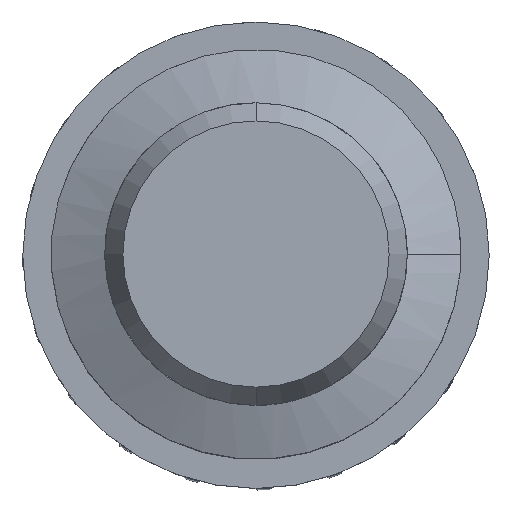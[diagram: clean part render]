
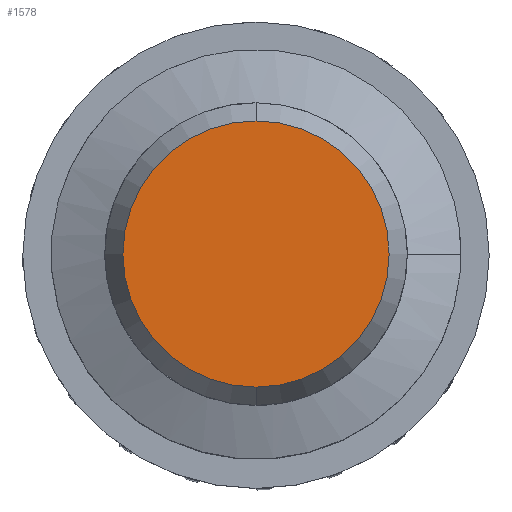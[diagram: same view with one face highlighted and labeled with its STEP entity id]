
A CAD part, top view. The second image highlights one B-rep face of the part: STEP entity #1578.
In plain terms, the highlighted planar face has unit normal (0, 0, 1).
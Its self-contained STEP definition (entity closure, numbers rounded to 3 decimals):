
#6 = CARTESIAN_POINT ( 'NONE',  ( 0., 2.111, 0. ) ) ;
#91 = EDGE_CURVE ( 'NONE', #2549, #714, #2213, .T. ) ;
#267 = EDGE_LOOP ( 'NONE', ( #922, #1583 ) ) ;
#517 = CARTESIAN_POINT ( 'NONE',  ( 0., 0., 0. ) ) ;
#714 = VERTEX_POINT ( 'NONE', #2325 ) ;
#791 = AXIS2_PLACEMENT_3D ( 'NONE', #2031, #2192, #1812 ) ;
#922 = ORIENTED_EDGE ( 'NONE', *, *, #91, .T. ) ;
#992 = EDGE_CURVE ( 'NONE', #714, #2549, #993, .T. ) ;
#993 = CIRCLE ( 'NONE', #1714, 2.111 ) ;
#994 = FACE_OUTER_BOUND ( 'NONE', #267, .T. ) ;
#1007 = AXIS2_PLACEMENT_3D ( 'NONE', #517, #1520, #1941 ) ;
#1081 = CARTESIAN_POINT ( 'NONE',  ( 0., 0., 0. ) ) ;
#1286 = DIRECTION ( 'NONE',  ( 0., -1., 0. ) ) ;
#1520 = DIRECTION ( 'NONE',  ( 0., 0., 1. ) ) ;
#1578 = ADVANCED_FACE ( 'NONE', ( #994 ), #1594, .F. ) ;
#1583 = ORIENTED_EDGE ( 'NONE', *, *, #992, .T. ) ;
#1594 = PLANE ( 'NONE',  #791 ) ;
#1714 = AXIS2_PLACEMENT_3D ( 'NONE', #1081, #1722, #1286 ) ;
#1722 = DIRECTION ( 'NONE',  ( 0., 0., 1. ) ) ;
#1812 = DIRECTION ( 'NONE',  ( 0., 1., 0. ) ) ;
#1941 = DIRECTION ( 'NONE',  ( 0., -1., 0. ) ) ;
#2031 = CARTESIAN_POINT ( 'NONE',  ( 0., 2.111, 0. ) ) ;
#2192 = DIRECTION ( 'NONE',  ( 0., 0., -1. ) ) ;
#2213 = CIRCLE ( 'NONE', #1007, 2.111 ) ;
#2325 = CARTESIAN_POINT ( 'NONE',  ( 0., -2.111, 0. ) ) ;
#2549 = VERTEX_POINT ( 'NONE', #6 ) ;
